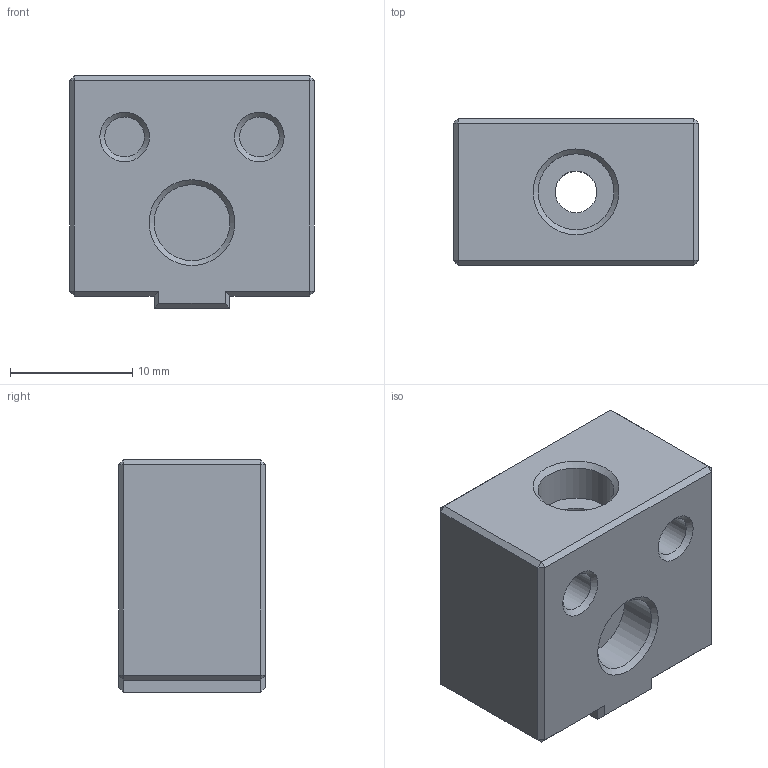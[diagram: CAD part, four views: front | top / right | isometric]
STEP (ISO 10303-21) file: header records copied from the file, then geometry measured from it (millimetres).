
FILE_DESCRIPTION(('FreeCAD Model'),'2;1');
FILE_NAME('Open CASCADE Shape Model','2024-12-01T13:16:14',(''),(''), 'Open CASCADE STEP processor 7.8','FreeCAD','Unknown');
FILE_SCHEMA(('AUTOMOTIVE_DESIGN { 1 0 10303 214 1 1 1 1 }'));
Length unit declared in the file: millimetre
Products named in the file (2): Nude_Dock; Body002
Assembly tree (1 placements, depth 2):
  Nude_Dock
    Body002
Bounding box: 20 x 12 x 19 mm (x, y, z)
Volume: 3857.5 mm3; surface area: 2094.1 mm2
Topology: 1 solids, 1 shells, 51 faces, 99 edges, 54 vertices
Faces by surface type: plane 42, cylinder 5, cone 4
Full cylindrical faces by diameter (mm): 3.25 x2, 3.4 x1, 6.2 x2
Entity records: 2576 total; most frequent: CARTESIAN_POINT 416, DIRECTION 415, LINE 273, VECTOR 273, ORIENTED_EDGE 198, PCURVE 198, DEFINITIONAL_REPRESENTATION 198, EDGE_CURVE 99
